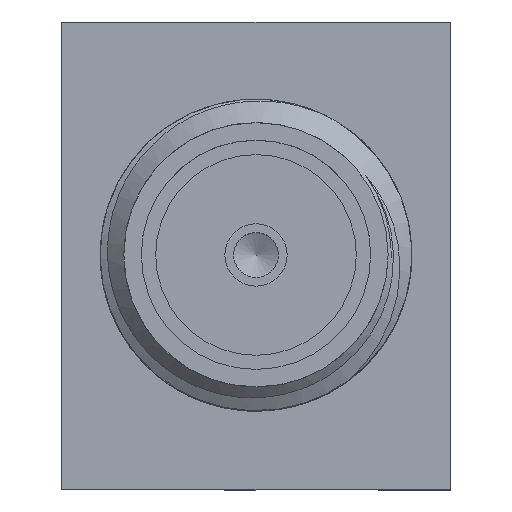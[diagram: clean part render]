
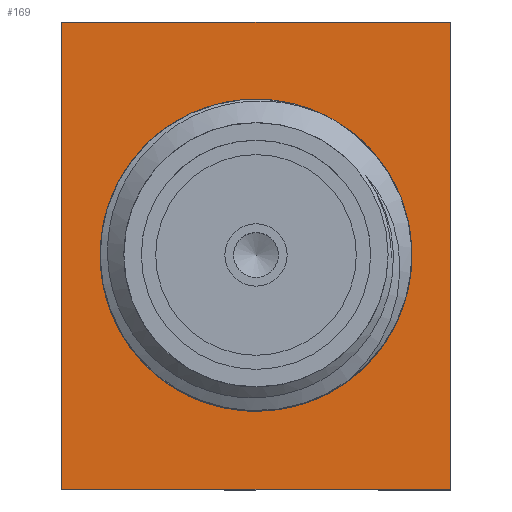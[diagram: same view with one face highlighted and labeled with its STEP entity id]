
A CAD part, top view. The second image highlights one B-rep face of the part: STEP entity #169.
In plain terms, the highlighted planar face has unit normal (0, 0, 1).
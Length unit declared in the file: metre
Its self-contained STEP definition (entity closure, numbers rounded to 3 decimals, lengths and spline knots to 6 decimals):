
#169 = ADVANCED_FACE( '', ( #354, #355 ), #356, .T. );
#354 = FACE_OUTER_BOUND( '', #1411, .T. );
#355 = FACE_BOUND( '', #1412, .T. );
#356 = PLANE( '', #1413 );
#1411 = EDGE_LOOP( '', ( #1790, #1791, #1792, #1793 ) );
#1412 = EDGE_LOOP( '', ( #1794 ) );
#1413 = AXIS2_PLACEMENT_3D( '', #1795, #1796, #1797 );
#1790 = ORIENTED_EDGE( '', *, *, #1942, .F. );
#1791 = ORIENTED_EDGE( '', *, *, #1926, .F. );
#1792 = ORIENTED_EDGE( '', *, *, #1896, .F. );
#1793 = ORIENTED_EDGE( '', *, *, #1914, .F. );
#1794 = ORIENTED_EDGE( '', *, *, #1863, .T. );
#1795 = CARTESIAN_POINT( '', ( 0.006858, 0., 0.001524 ) );
#1796 = DIRECTION( '', ( 0., 0., 1. ) );
#1797 = DIRECTION( '', ( 1., 0., 0. ) );
#1863 = EDGE_CURVE( '', #2055, #2055, #2056, .T. );
#1896 = EDGE_CURVE( '', #2101, #2103, #2104, .T. );
#1914 = EDGE_CURVE( '', #2127, #2101, #2128, .T. );
#1926 = EDGE_CURVE( '', #2103, #2142, #2143, .T. );
#1942 = EDGE_CURVE( '', #2142, #2127, #2158, .T. );
#2055 = VERTEX_POINT( '', #2833 );
#2056 = CIRCLE( '', #2834, 0.002921 );
#2101 = VERTEX_POINT( '', #2911 );
#2103 = VERTEX_POINT( '', #2914 );
#2104 = LINE( '', #2915, #2916 );
#2127 = VERTEX_POINT( '', #2949 );
#2128 = LINE( '', #2950, #2951 );
#2142 = VERTEX_POINT( '', #2971 );
#2143 = LINE( '', #2972, #2973 );
#2158 = LINE( '', #2992, #2993 );
#2833 = CARTESIAN_POINT( '', ( 0.002921, 0., 0.001524 ) );
#2834 = AXIS2_PLACEMENT_3D( '', #3068, #3069, #3070 );
#2911 = CARTESIAN_POINT( '', ( 0.003962, -0.004763, 0.001524 ) );
#2914 = CARTESIAN_POINT( '', ( -0.003962, -0.004763, 0.001524 ) );
#2915 = CARTESIAN_POINT( '', ( 0.006858, -0.004763, 0.001524 ) );
#2916 = VECTOR( '', #3103, 1. );
#2949 = CARTESIAN_POINT( '', ( 0.003962, 0.004763, 0.001524 ) );
#2950 = CARTESIAN_POINT( '', ( 0.003962, 0., 0.001524 ) );
#2951 = VECTOR( '', #3117, 1. );
#2971 = CARTESIAN_POINT( '', ( -0.003962, 0.004763, 0.001524 ) );
#2972 = CARTESIAN_POINT( '', ( -0.003962, 0., 0.001524 ) );
#2973 = VECTOR( '', #3124, 1. );
#2992 = CARTESIAN_POINT( '', ( 0.006858, 0.004763, 0.001524 ) );
#2993 = VECTOR( '', #3129, 1. );
#3068 = CARTESIAN_POINT( '', ( 0., 0., 0.001524 ) );
#3069 = DIRECTION( '', ( 0., 0., -1. ) );
#3070 = DIRECTION( '', ( 1., 0., 0. ) );
#3103 = DIRECTION( '', ( -1., 0., 0. ) );
#3117 = DIRECTION( '', ( 0., -1., 0. ) );
#3124 = DIRECTION( '', ( 0., 1., 0. ) );
#3129 = DIRECTION( '', ( 1., 0., 0. ) );
